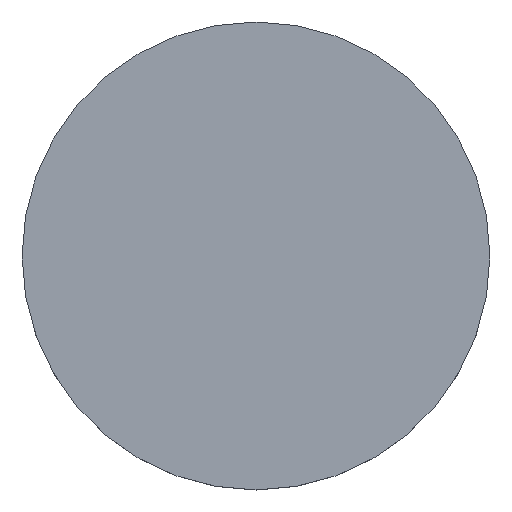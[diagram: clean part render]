
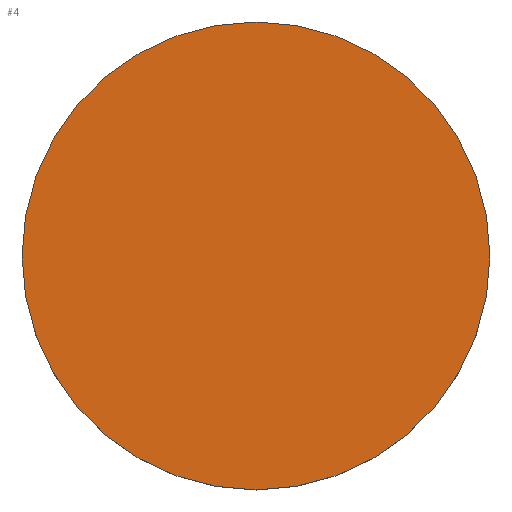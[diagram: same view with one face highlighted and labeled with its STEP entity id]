
A CAD part, top view. The second image highlights one B-rep face of the part: STEP entity #4.
In plain terms, the highlighted planar face has unit normal (0, 0, 1).
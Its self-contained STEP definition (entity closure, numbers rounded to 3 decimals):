
#4 = ADVANCED_FACE ( 'NONE', ( #25 ), #11, .T. ) ;
#6 = EDGE_LOOP ( 'NONE', ( #120, #123 ) ) ;
#9 = DIRECTION ( 'NONE',  ( 1., 0., 0. ) ) ;
#11 = PLANE ( 'NONE',  #126 ) ;
#20 = CIRCLE ( 'NONE', #212, 25.4 ) ;
#25 = FACE_OUTER_BOUND ( 'NONE', #6, .T. ) ;
#31 = DIRECTION ( 'NONE',  ( 0., 0., -1. ) ) ;
#49 = CARTESIAN_POINT ( 'NONE',  ( -25.4, 0., 5.8 ) ) ;
#61 = VERTEX_POINT ( 'NONE', #49 ) ;
#120 = ORIENTED_EDGE ( 'NONE', *, *, #167, .F. ) ;
#123 = ORIENTED_EDGE ( 'NONE', *, *, #227, .F. ) ;
#125 = DIRECTION ( 'NONE',  ( 1., 0., 0. ) ) ;
#126 = AXIS2_PLACEMENT_3D ( 'NONE', #170, #174, #9 ) ;
#127 = CARTESIAN_POINT ( 'NONE',  ( 0., 0., 5.8 ) ) ;
#128 = CIRCLE ( 'NONE', #181, 25.4 ) ;
#135 = CARTESIAN_POINT ( 'NONE',  ( 25.4, 0., 5.8 ) ) ;
#154 = DIRECTION ( 'NONE',  ( 1., 0., 0. ) ) ;
#167 = EDGE_CURVE ( 'NONE', #180, #61, #128, .T. ) ;
#170 = CARTESIAN_POINT ( 'NONE',  ( 0., 52.02, 5.8 ) ) ;
#174 = DIRECTION ( 'NONE',  ( 0., 0., 1. ) ) ;
#180 = VERTEX_POINT ( 'NONE', #135 ) ;
#181 = AXIS2_PLACEMENT_3D ( 'NONE', #197, #31, #154 ) ;
#197 = CARTESIAN_POINT ( 'NONE',  ( 0., 0., 5.8 ) ) ;
#212 = AXIS2_PLACEMENT_3D ( 'NONE', #127, #215, #125 ) ;
#215 = DIRECTION ( 'NONE',  ( 0., 0., -1. ) ) ;
#227 = EDGE_CURVE ( 'NONE', #61, #180, #20, .T. ) ;
